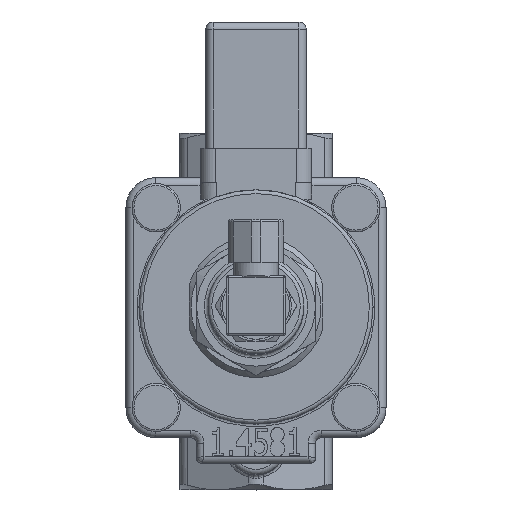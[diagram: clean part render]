
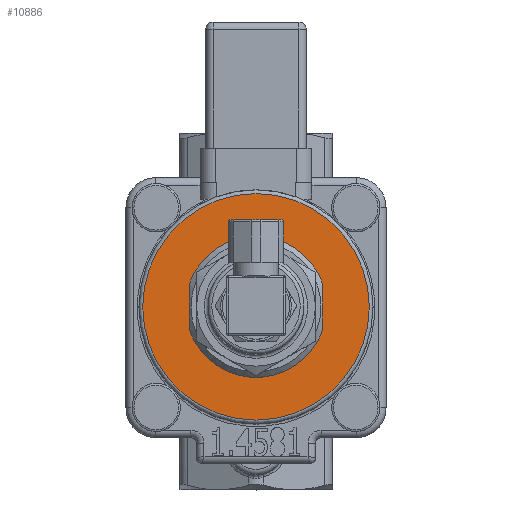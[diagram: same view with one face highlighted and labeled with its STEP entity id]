
A CAD part, top view. The second image highlights one B-rep face of the part: STEP entity #10886.
In plain terms, the highlighted planar face has unit normal (0, 0, 1).
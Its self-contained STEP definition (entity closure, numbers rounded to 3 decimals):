
#754=LINE('',#16392,#1455);
#755=LINE('',#16396,#1456);
#1455=VECTOR('',#13129,12.166);
#1456=VECTOR('',#13132,12.166);
#2069=PLANE('',#11640);
#2516=FACE_BOUND('',#3392,.T.);
#2689=FACE_OUTER_BOUND('',#3391,.T.);
#3391=EDGE_LOOP('',(#7775));
#3392=EDGE_LOOP('',(#7776,#7777,#7778,#7779));
#4152=CIRCLE('',#11641,30.5);
#4153=CIRCLE('',#11642,19.);
#4154=CIRCLE('',#11643,19.);
#4747=VERTEX_POINT('',#16388);
#4748=VERTEX_POINT('',#16390);
#4749=VERTEX_POINT('',#16391);
#4750=VERTEX_POINT('',#16393);
#4751=VERTEX_POINT('',#16395);
#5900=EDGE_CURVE('',#4747,#4747,#4152,.T.);
#5901=EDGE_CURVE('',#4748,#4749,#754,.T.);
#5902=EDGE_CURVE('',#4749,#4750,#4153,.T.);
#5903=EDGE_CURVE('',#4750,#4751,#755,.T.);
#5904=EDGE_CURVE('',#4751,#4748,#4154,.T.);
#7775=ORIENTED_EDGE('',*,*,#5900,.F.);
#7776=ORIENTED_EDGE('',*,*,#5901,.T.);
#7777=ORIENTED_EDGE('',*,*,#5902,.T.);
#7778=ORIENTED_EDGE('',*,*,#5903,.T.);
#7779=ORIENTED_EDGE('',*,*,#5904,.T.);
#10886=ADVANCED_FACE('',(#2689,#2516),#2069,.T.);
#11640=AXIS2_PLACEMENT_3D('',#16387,#13125,#13126);
#11641=AXIS2_PLACEMENT_3D('',#16389,#13127,#13128);
#11642=AXIS2_PLACEMENT_3D('',#16394,#13130,#13131);
#11643=AXIS2_PLACEMENT_3D('',#16397,#13133,#13134);
#13125=DIRECTION('center_axis',(0.,0.,
1.));
#13126=DIRECTION('ref_axis',(1.,0.,0.));
#13127=DIRECTION('center_axis',(0.,0.,
-1.));
#13128=DIRECTION('ref_axis',(0.,1.,0.));
#13129=DIRECTION('',(0.,1.,0.));
#13130=DIRECTION('center_axis',(0.,0.,
-1.));
#13131=DIRECTION('ref_axis',(0.,1.,0.));
#13132=DIRECTION('',(0.,-1.,0.));
#13133=DIRECTION('center_axis',(0.,0.,
-1.));
#13134=DIRECTION('ref_axis',(0.,1.,0.));
#16387=CARTESIAN_POINT('Origin',(0.,71.25,
150.));
#16388=CARTESIAN_POINT('',(0.,79.5,150.));
#16389=CARTESIAN_POINT('Origin',(0.,49.,
150.));
#16390=CARTESIAN_POINT('',(-18.,42.917,150.));
#16391=CARTESIAN_POINT('',(-18.,55.083,150.));
#16392=CARTESIAN_POINT('',(-18.,58.987,150.));
#16393=CARTESIAN_POINT('',(18.,55.083,150.));
#16394=CARTESIAN_POINT('Origin',(0.,49.,150.));
#16395=CARTESIAN_POINT('',(18.,42.917,150.));
#16396=CARTESIAN_POINT('',(18.,39.013,150.));
#16397=CARTESIAN_POINT('Origin',(0.,49.,150.));
